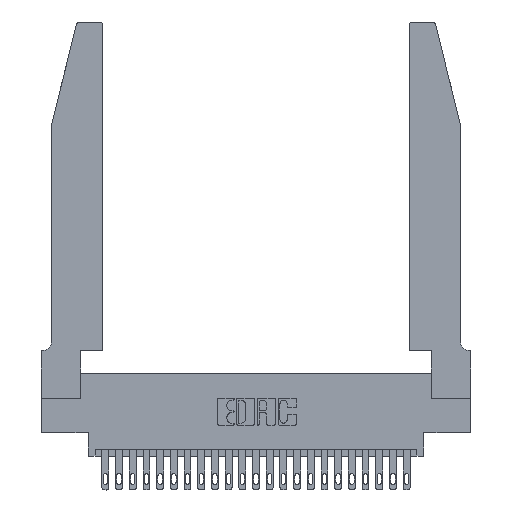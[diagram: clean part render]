
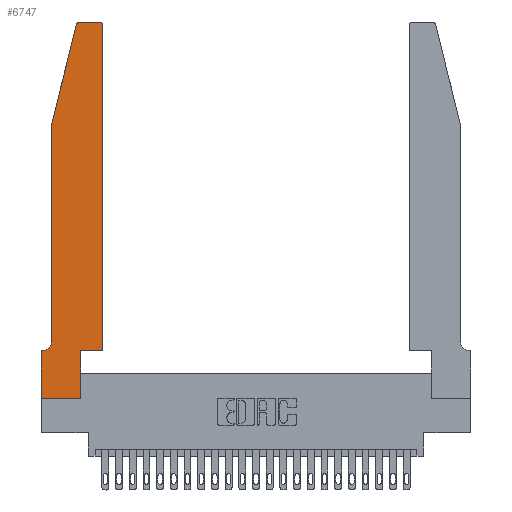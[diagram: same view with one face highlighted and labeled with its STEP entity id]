
A CAD part, top view. The second image highlights one B-rep face of the part: STEP entity #6747.
In plain terms, the highlighted planar face has unit normal (0, 0, 1).
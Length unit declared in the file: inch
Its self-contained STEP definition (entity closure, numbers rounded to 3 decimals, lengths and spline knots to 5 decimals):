
#49 = CARTESIAN_POINT ( 'NONE',  ( 0., 0., 0.37 ) ) ;
#117 = DIRECTION ( 'NONE',  ( 0., -1., 0. ) ) ;
#195 = CARTESIAN_POINT ( 'NONE',  ( 0.0755, 2., 0.37 ) ) ;
#356 = VERTEX_POINT ( 'NONE', #22995 ) ;
#400 = DIRECTION ( 'NONE',  ( 0., 1., 0. ) ) ;
#656 = EDGE_CURVE ( 'NONE', #20841, #10400, #25199, .T. ) ;
#794 = VECTOR ( 'NONE', #117, 39.37008 ) ;
#1128 = CARTESIAN_POINT ( 'NONE',  ( 0.4505, 2.72, 0.37 ) ) ;
#1534 = CARTESIAN_POINT ( 'NONE',  ( 0.0755, 2., 0.37 ) ) ;
#1606 = EDGE_LOOP ( 'NONE', ( #6388, #21665, #7696, #14949, #15031, #17205, #18070, #19264, #18591, #22026, #24250, #4140 ) ) ;
#1643 = VERTEX_POINT ( 'NONE', #20289 ) ;
#2139 = CARTESIAN_POINT ( 'NONE',  ( 0.2605, 2.75, 0.37 ) ) ;
#2341 = VERTEX_POINT ( 'NONE', #24800 ) ;
#2517 = VERTEX_POINT ( 'NONE', #23599 ) ;
#3059 = VECTOR ( 'NONE', #25419, 39.37008 ) ;
#3472 = DIRECTION ( 'NONE',  ( 0., 0., 1. ) ) ;
#3873 = CARTESIAN_POINT ( 'NONE',  ( 0., 0., 0.37 ) ) ;
#3968 = VERTEX_POINT ( 'NONE', #7487 ) ;
#4140 = ORIENTED_EDGE ( 'NONE', *, *, #6900, .T. ) ;
#4403 = CARTESIAN_POINT ( 'NONE',  ( 0.2865, 0.35, 0.37 ) ) ;
#5623 = VECTOR ( 'NONE', #14507, 39.37008 ) ;
#6388 = ORIENTED_EDGE ( 'NONE', *, *, #20939, .T. ) ;
#6546 = AXIS2_PLACEMENT_3D ( 'NONE', #11055, #3472, #7133 ) ;
#6558 = CARTESIAN_POINT ( 'NONE',  ( 0.2865, 0., 0.37 ) ) ;
#6584 = CIRCLE ( 'NONE', #14771, 0.03 ) ;
#6747 = ADVANCED_FACE ( 'NONE', ( #22302 ), #18962, .T. ) ;
#6900 = EDGE_CURVE ( 'NONE', #9979, #356, #6584, .T. ) ;
#7133 = DIRECTION ( 'NONE',  ( 1., 0., 0. ) ) ;
#7251 = EDGE_CURVE ( 'NONE', #13323, #1643, #15792, .T. ) ;
#7487 = CARTESIAN_POINT ( 'NONE',  ( 0.4505, 0.35, 0.37 ) ) ;
#7528 = EDGE_CURVE ( 'NONE', #21611, #20841, #14808, .T. ) ;
#7578 = VERTEX_POINT ( 'NONE', #24124 ) ;
#7629 = DIRECTION ( 'NONE',  ( 0., -1., 0. ) ) ;
#7696 = ORIENTED_EDGE ( 'NONE', *, *, #10316, .T. ) ;
#7808 = EDGE_CURVE ( 'NONE', #10400, #3968, #14833, .T. ) ;
#8887 = DIRECTION ( 'NONE',  ( -1., 0., 0. ) ) ;
#9416 = CARTESIAN_POINT ( 'NONE',  ( 0.0755, 2., 0.37 ) ) ;
#9786 = CIRCLE ( 'NONE', #6546, 0.03 ) ;
#9874 = EDGE_CURVE ( 'NONE', #21821, #2341, #9786, .T. ) ;
#9979 = VERTEX_POINT ( 'NONE', #1128 ) ;
#10250 = VECTOR ( 'NONE', #7629, 39.37008 ) ;
#10316 = EDGE_CURVE ( 'NONE', #2341, #13323, #23064, .T. ) ;
#10400 = VERTEX_POINT ( 'NONE', #12171 ) ;
#10425 = DIRECTION ( 'NONE',  ( -1., 0., 0. ) ) ;
#10574 = EDGE_CURVE ( 'NONE', #7578, #2517, #17790, .T. ) ;
#10578 = LINE ( 'NONE', #3873, #794 ) ;
#11020 = CARTESIAN_POINT ( 'NONE',  ( 0., 0.35, 0.37 ) ) ;
#11055 = CARTESIAN_POINT ( 'NONE',  ( 0.284, 2.72, 0.37 ) ) ;
#11542 = CARTESIAN_POINT ( 'NONE',  ( 0.4505, 0.35, 0.37 ) ) ;
#12171 = CARTESIAN_POINT ( 'NONE',  ( 0.2865, 0.35, 0.37 ) ) ;
#12546 = VECTOR ( 'NONE', #17884, 39.37008 ) ;
#12767 = DIRECTION ( 'NONE',  ( -1., 0., 0. ) ) ;
#12793 = EDGE_CURVE ( 'NONE', #2517, #21611, #10578, .T. ) ;
#13323 = VERTEX_POINT ( 'NONE', #1534 ) ;
#14478 = VECTOR ( 'NONE', #10425, 39.37008 ) ;
#14507 = DIRECTION ( 'NONE',  ( 1., 0., 0. ) ) ;
#14660 = DIRECTION ( 'NONE',  ( 0., 0., -1. ) ) ;
#14679 = AXIS2_PLACEMENT_3D ( 'NONE', #22531, #14660, #12767 ) ;
#14771 = AXIS2_PLACEMENT_3D ( 'NONE', #20311, #25294, #24401 ) ;
#14808 = LINE ( 'NONE', #19365, #15109 ) ;
#14833 = LINE ( 'NONE', #24336, #5623 ) ;
#14949 = ORIENTED_EDGE ( 'NONE', *, *, #7251, .T. ) ;
#15031 = ORIENTED_EDGE ( 'NONE', *, *, #20406, .T. ) ;
#15109 = VECTOR ( 'NONE', #25061, 39.37008 ) ;
#15792 = LINE ( 'NONE', #9416, #10250 ) ;
#17205 = ORIENTED_EDGE ( 'NONE', *, *, #10574, .T. ) ;
#17790 = LINE ( 'NONE', #20690, #24549 ) ;
#17884 = DIRECTION ( 'NONE',  ( -0.239, -0.971, 0. ) ) ;
#18070 = ORIENTED_EDGE ( 'NONE', *, *, #12793, .T. ) ;
#18591 = ORIENTED_EDGE ( 'NONE', *, *, #656, .T. ) ;
#18962 = PLANE ( 'NONE',  #21196 ) ;
#19264 = ORIENTED_EDGE ( 'NONE', *, *, #7528, .T. ) ;
#19365 = CARTESIAN_POINT ( 'NONE',  ( 0., 0., 0.37 ) ) ;
#19744 = LINE ( 'NONE', #2139, #14478 ) ;
#19957 = VECTOR ( 'NONE', #400, 39.37008 ) ;
#20289 = CARTESIAN_POINT ( 'NONE',  ( 0.0755, 0.42, 0.37 ) ) ;
#20311 = CARTESIAN_POINT ( 'NONE',  ( 0.4205, 2.72, 0.37 ) ) ;
#20406 = EDGE_CURVE ( 'NONE', #1643, #7578, #24823, .T. ) ;
#20686 = DIRECTION ( 'NONE',  ( 1., 0., 0. ) ) ;
#20690 = CARTESIAN_POINT ( 'NONE',  ( 0.0755, 0.35, 0.37 ) ) ;
#20841 = VERTEX_POINT ( 'NONE', #6558 ) ;
#20939 = EDGE_CURVE ( 'NONE', #356, #21821, #19744, .T. ) ;
#21196 = AXIS2_PLACEMENT_3D ( 'NONE', #11020, #24661, #20686 ) ;
#21611 = VERTEX_POINT ( 'NONE', #49 ) ;
#21665 = ORIENTED_EDGE ( 'NONE', *, *, #9874, .T. ) ;
#21821 = VERTEX_POINT ( 'NONE', #22374 ) ;
#22026 = ORIENTED_EDGE ( 'NONE', *, *, #7808, .T. ) ;
#22302 = FACE_OUTER_BOUND ( 'NONE', #1606, .T. ) ;
#22374 = CARTESIAN_POINT ( 'NONE',  ( 0.284, 2.75, 0.37 ) ) ;
#22531 = CARTESIAN_POINT ( 'NONE',  ( 0.0055, 0.42, 0.37 ) ) ;
#22995 = CARTESIAN_POINT ( 'NONE',  ( 0.4205, 2.75, 0.37 ) ) ;
#23064 = LINE ( 'NONE', #195, #12546 ) ;
#23366 = LINE ( 'NONE', #11542, #3059 ) ;
#23599 = CARTESIAN_POINT ( 'NONE',  ( 0., 0.35, 0.37 ) ) ;
#24124 = CARTESIAN_POINT ( 'NONE',  ( 0.0055, 0.35, 0.37 ) ) ;
#24250 = ORIENTED_EDGE ( 'NONE', *, *, #24557, .T. ) ;
#24336 = CARTESIAN_POINT ( 'NONE',  ( 0.4505, 0.35, 0.37 ) ) ;
#24401 = DIRECTION ( 'NONE',  ( 1., 0., 0. ) ) ;
#24549 = VECTOR ( 'NONE', #8887, 39.37008 ) ;
#24557 = EDGE_CURVE ( 'NONE', #3968, #9979, #23366, .T. ) ;
#24661 = DIRECTION ( 'NONE',  ( 0., 0., 1. ) ) ;
#24800 = CARTESIAN_POINT ( 'NONE',  ( 0.25487, 2.72718, 0.37 ) ) ;
#24823 = CIRCLE ( 'NONE', #14679, 0.07 ) ;
#25061 = DIRECTION ( 'NONE',  ( 1., 0., 0. ) ) ;
#25199 = LINE ( 'NONE', #4403, #19957 ) ;
#25294 = DIRECTION ( 'NONE',  ( 0., 0., 1. ) ) ;
#25419 = DIRECTION ( 'NONE',  ( 0., 1., 0. ) ) ;
